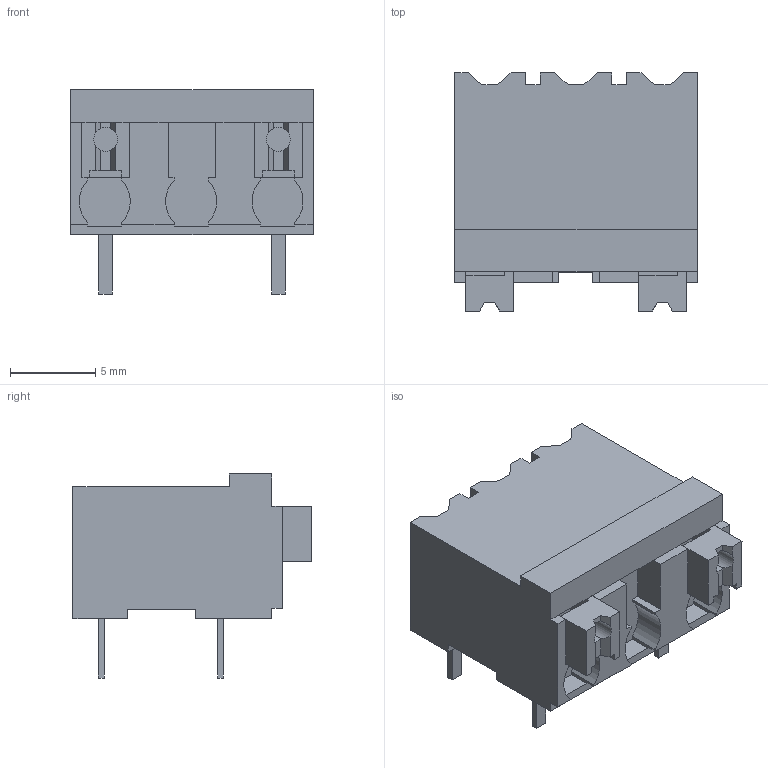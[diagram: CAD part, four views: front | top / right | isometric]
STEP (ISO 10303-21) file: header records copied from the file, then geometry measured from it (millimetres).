
FILE_DESCRIPTION(('CATIA V5 STEP Exchange','CAx-IF Rec.Pracs.--- Model Styling and Organization---1.4--- 2014-01-23'),'2;1');
FILE_NAME ('1234717-1_0', '2021-05-17T07:39:01+00:00', ('none'), ('Weidmueller'), 'CATIA Version 5-6 Release 2016 SP3 HF44', 'CATIA V5 STEP AP214', 'none');
FILE_SCHEMA(('AUTOMOTIVE_DESIGN { 1 0 10303 214 1 1 1 1 }'));
Length unit declared in the file: millimetre
Products named in the file (1): 2738750000
Bounding box: 14.26 x 14 x 12 mm (x, y, z)
Volume: 1204.2 mm3; surface area: 1124.2 mm2
Topology: 7 solids, 7 shells, 218 faces, 613 edges, 407 vertices
Faces by surface type: plane 200, cylinder 18
Entity records: 6829 total; most frequent: ORIENTED_EDGE 1226, CARTESIAN_POINT 1222, DIRECTION 911, EDGE_CURVE 613, VECTOR 569, LINE 569, VERTEX_POINT 407, EDGE_LOOP 220
